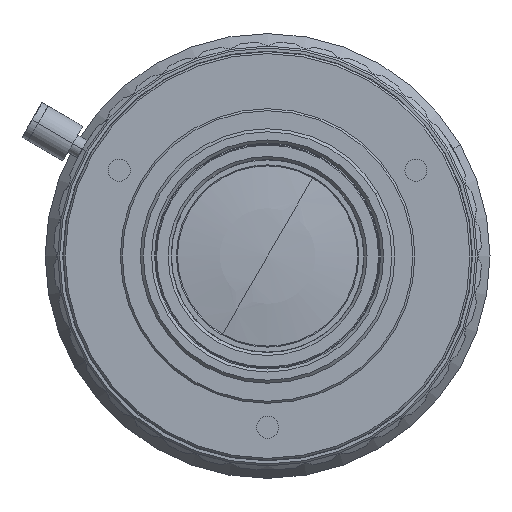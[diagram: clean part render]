
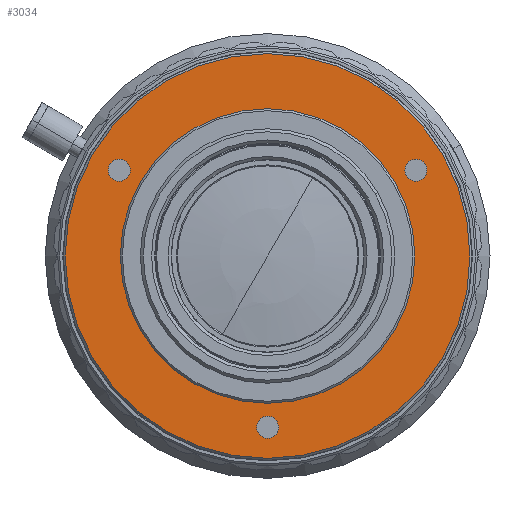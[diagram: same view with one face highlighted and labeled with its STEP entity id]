
A CAD part, front view. The second image highlights one B-rep face of the part: STEP entity #3034.
In plain terms, the highlighted planar face has unit normal (0, -1, 0).
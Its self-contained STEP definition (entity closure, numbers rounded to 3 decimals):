
#2988 = EDGE_CURVE('',#2989,#2991,#2993,.T.);
#2989 = VERTEX_POINT('',#2990);
#2990 = CARTESIAN_POINT('',(111.482,2.645,2.667
    ));
#2991 = VERTEX_POINT('',#2992);
#2992 = CARTESIAN_POINT('',(76.494,2.645,
    -17.533));
#2993 = CIRCLE('',#2994,20.2);
#2994 = AXIS2_PLACEMENT_3D('',#2995,#2996,#2997);
#2995 = CARTESIAN_POINT('',(93.988,2.645,-7.433
    ));
#2996 = DIRECTION('',(0.,1.,0.));
#2997 = DIRECTION('',(0.866,-0.,0.5));
#3022 = EDGE_CURVE('',#2991,#2989,#3023,.T.);
#3023 = CIRCLE('',#3024,20.2);
#3024 = AXIS2_PLACEMENT_3D('',#3025,#3026,#3027);
#3025 = CARTESIAN_POINT('',(93.988,2.645,-7.433
    ));
#3026 = DIRECTION('',(0.,1.,0.));
#3027 = DIRECTION('',(-0.866,0.,-0.5));
#3034 = ADVANCED_FACE('',(#3035,#3039,#3059,#3079,#3099),#3119,.F.);
#3035 = FACE_BOUND('',#3036,.F.);
#3036 = EDGE_LOOP('',(#3037,#3038));
#3037 = ORIENTED_EDGE('',*,*,#3022,.T.);
#3038 = ORIENTED_EDGE('',*,*,#2988,.T.);
#3039 = FACE_BOUND('',#3040,.F.);
#3040 = EDGE_LOOP('',(#3041,#3052));
#3041 = ORIENTED_EDGE('',*,*,#3042,.T.);
#3042 = EDGE_CURVE('',#3043,#3045,#3047,.T.);
#3043 = VERTEX_POINT('',#3044);
#3044 = CARTESIAN_POINT('',(81.257,2.645,-14.783
    ));
#3045 = VERTEX_POINT('',#3046);
#3046 = CARTESIAN_POINT('',(106.719,2.645,
    -0.083));
#3047 = CIRCLE('',#3048,14.7);
#3048 = AXIS2_PLACEMENT_3D('',#3049,#3050,#3051);
#3049 = CARTESIAN_POINT('',(93.988,2.645,-7.433
    ));
#3050 = DIRECTION('',(0.,-1.,0.));
#3051 = DIRECTION('',(-0.866,-0.,-0.5));
#3052 = ORIENTED_EDGE('',*,*,#3053,.T.);
#3053 = EDGE_CURVE('',#3045,#3043,#3054,.T.);
#3054 = CIRCLE('',#3055,14.7);
#3055 = AXIS2_PLACEMENT_3D('',#3056,#3057,#3058);
#3056 = CARTESIAN_POINT('',(93.988,2.645,-7.433
    ));
#3057 = DIRECTION('',(0.,-1.,0.));
#3058 = DIRECTION('',(0.866,0.,0.5));
#3059 = FACE_BOUND('',#3060,.F.);
#3060 = EDGE_LOOP('',(#3061,#3072));
#3061 = ORIENTED_EDGE('',*,*,#3062,.T.);
#3062 = EDGE_CURVE('',#3063,#3065,#3067,.T.);
#3063 = VERTEX_POINT('',#3064);
#3064 = CARTESIAN_POINT('',(109.75,2.645,1.667
    ));
#3065 = VERTEX_POINT('',#3066);
#3066 = CARTESIAN_POINT('',(107.844,2.645,0.567
    ));
#3067 = CIRCLE('',#3068,1.1);
#3068 = AXIS2_PLACEMENT_3D('',#3069,#3070,#3071);
#3069 = CARTESIAN_POINT('',(108.797,2.645,1.117
    ));
#3070 = DIRECTION('',(0.,-1.,0.));
#3071 = DIRECTION('',(0.866,0.,0.5));
#3072 = ORIENTED_EDGE('',*,*,#3073,.T.);
#3073 = EDGE_CURVE('',#3065,#3063,#3074,.T.);
#3074 = CIRCLE('',#3075,1.1);
#3075 = AXIS2_PLACEMENT_3D('',#3076,#3077,#3078);
#3076 = CARTESIAN_POINT('',(108.797,2.645,1.117
    ));
#3077 = DIRECTION('',(0.,-1.,0.));
#3078 = DIRECTION('',(-0.866,-0.,-0.5));
#3079 = FACE_BOUND('',#3080,.F.);
#3080 = EDGE_LOOP('',(#3081,#3092));
#3081 = ORIENTED_EDGE('',*,*,#3082,.T.);
#3082 = EDGE_CURVE('',#3083,#3085,#3087,.T.);
#3083 = VERTEX_POINT('',#3084);
#3084 = CARTESIAN_POINT('',(93.988,2.645,-25.633
    ));
#3085 = VERTEX_POINT('',#3086);
#3086 = CARTESIAN_POINT('',(93.988,2.645,-23.433
    ));
#3087 = CIRCLE('',#3088,1.1);
#3088 = AXIS2_PLACEMENT_3D('',#3089,#3090,#3091);
#3089 = CARTESIAN_POINT('',(93.988,2.645,
    -24.533));
#3090 = DIRECTION('',(0.,-1.,0.));
#3091 = DIRECTION('',(0.,0.,-1.));
#3092 = ORIENTED_EDGE('',*,*,#3093,.T.);
#3093 = EDGE_CURVE('',#3085,#3083,#3094,.T.);
#3094 = CIRCLE('',#3095,1.1);
#3095 = AXIS2_PLACEMENT_3D('',#3096,#3097,#3098);
#3096 = CARTESIAN_POINT('',(93.988,2.645,
    -24.533));
#3097 = DIRECTION('',(0.,-1.,0.));
#3098 = DIRECTION('',(0.,0.,1.));
#3099 = FACE_BOUND('',#3100,.F.);
#3100 = EDGE_LOOP('',(#3101,#3112));
#3101 = ORIENTED_EDGE('',*,*,#3102,.T.);
#3102 = EDGE_CURVE('',#3103,#3105,#3107,.T.);
#3103 = VERTEX_POINT('',#3104);
#3104 = CARTESIAN_POINT('',(78.226,2.645,1.667
    ));
#3105 = VERTEX_POINT('',#3106);
#3106 = CARTESIAN_POINT('',(80.132,2.645,0.567
    ));
#3107 = CIRCLE('',#3108,1.1);
#3108 = AXIS2_PLACEMENT_3D('',#3109,#3110,#3111);
#3109 = CARTESIAN_POINT('',(79.179,2.645,1.117
    ));
#3110 = DIRECTION('',(0.,-1.,0.));
#3111 = DIRECTION('',(-0.866,0.,0.5));
#3112 = ORIENTED_EDGE('',*,*,#3113,.T.);
#3113 = EDGE_CURVE('',#3105,#3103,#3114,.T.);
#3114 = CIRCLE('',#3115,1.1);
#3115 = AXIS2_PLACEMENT_3D('',#3116,#3117,#3118);
#3116 = CARTESIAN_POINT('',(79.179,2.645,1.117
    ));
#3117 = DIRECTION('',(0.,-1.,0.));
#3118 = DIRECTION('',(0.866,0.,-0.5));
#3119 = PLANE('',#3120);
#3120 = AXIS2_PLACEMENT_3D('',#3121,#3122,#3123);
#3121 = CARTESIAN_POINT('',(93.988,2.645,-7.433
    ));
#3122 = DIRECTION('',(0.,1.,0.));
#3123 = DIRECTION('',(-0.866,0.,-0.5
    ));
